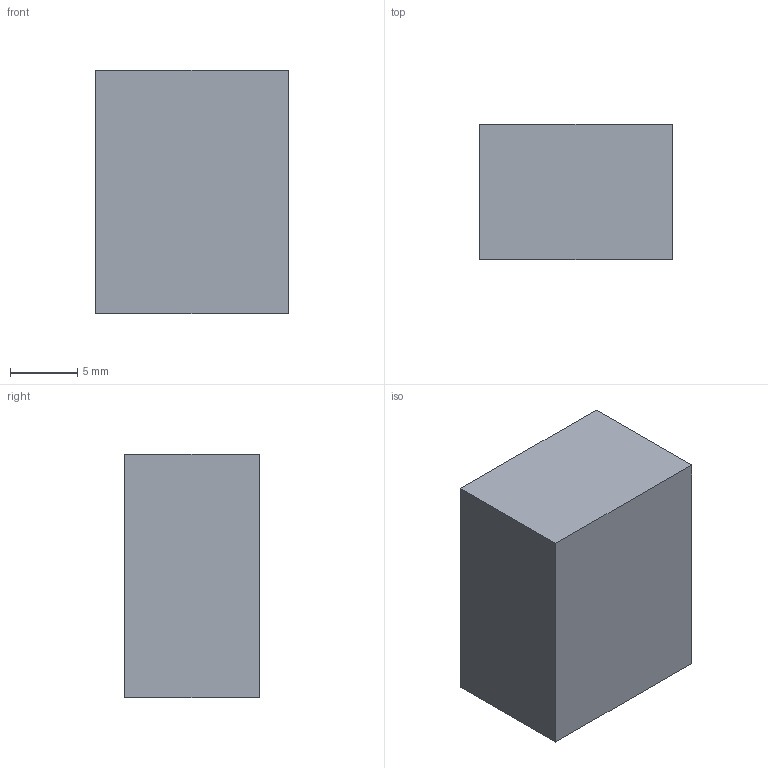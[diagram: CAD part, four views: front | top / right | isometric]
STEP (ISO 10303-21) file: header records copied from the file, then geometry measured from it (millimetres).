
FILE_DESCRIPTION(/* description */ ('Beschreibung (aus Makro iProp_pflege)'),/* implementation_level */ '2;1');
FILE_NAME(/* name */ 'Wrfel.step',/* time_stamp */ '2026-03-28T08:43:41+01:00',/* author */ ('Muecke'),/* organization */ (''),/* preprocessor_version */ 'ST-DEVELOPER v20.1',/* originating_system */ 'Autodesk Inventor 2026',/* Bemerkung */ 'Das ist meine Bemerkung. Ich bin gespannt, ob sie auftaucht.',/* authorisation */ '');
FILE_SCHEMA (('AUTOMOTIVE_DESIGN { 1 0 10303 214 3 1 1 }'));
Length unit declared in the file: millimetre
Products named in the file (1): Meine Art.Nr. 5180 
Bounding box: 14.27 x 10 x 18.06 mm (x, y, z)
Volume: 2577.8 mm3; surface area: 1162.2 mm2
Topology: 1 solids, 1 shells, 6 faces, 12 edges, 8 vertices
Faces by surface type: plane 6
Entity records: 199 total; most frequent: CARTESIAN_POINT 27, DIRECTION 26, ORIENTED_EDGE 24, LINE 12, VECTOR 12, EDGE_CURVE 12, VERTEX_POINT 8, AXIS2_PLACEMENT_3D 7
